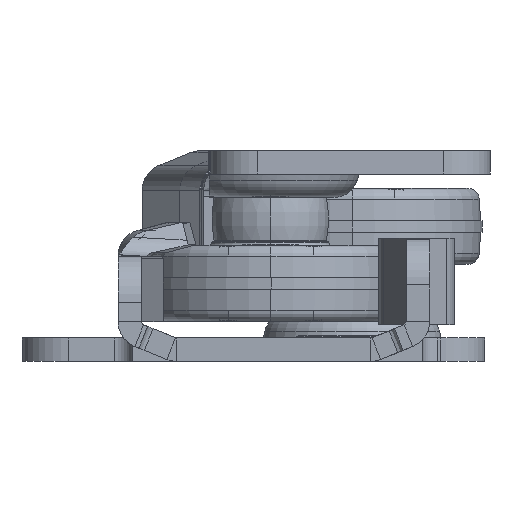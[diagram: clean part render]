
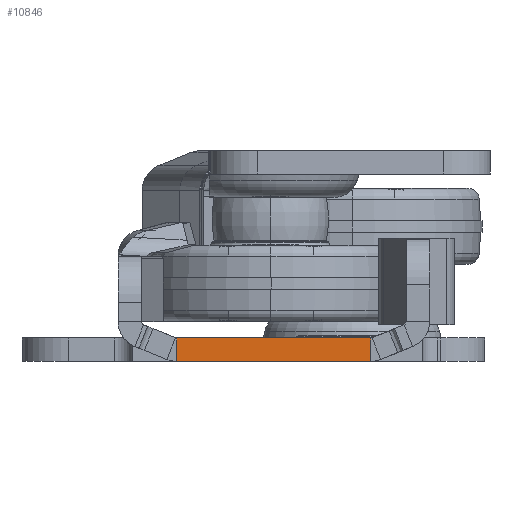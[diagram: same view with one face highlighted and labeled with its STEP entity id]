
A CAD part, left-side view. The second image highlights one B-rep face of the part: STEP entity #10846.
In plain terms, the highlighted planar face has unit normal (-1, 0, 0).
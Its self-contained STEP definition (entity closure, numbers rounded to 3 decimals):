
#226 = DIRECTION ( 'NONE',  ( 0., 0., 1. ) ) ;
#284 = CARTESIAN_POINT ( 'NONE',  ( -449.5, -9.522, 2. ) ) ;
#409 = ORIENTED_EDGE ( 'NONE', *, *, #14157, .F. ) ;
#770 = EDGE_CURVE ( 'NONE', #5157, #1863, #6879, .T. ) ;
#1101 = CARTESIAN_POINT ( 'NONE',  ( -449.5, -11.5, 2. ) ) ;
#1501 = LINE ( 'NONE', #5146, #10072 ) ;
#1774 = CARTESIAN_POINT ( 'NONE',  ( -449.5, -9.522, 2. ) ) ;
#1846 = EDGE_LOOP ( 'NONE', ( #12748, #10040, #13903, #409 ) ) ;
#1863 = VERTEX_POINT ( 'NONE', #15772 ) ;
#2293 = PLANE ( 'NONE',  #13026 ) ;
#3802 = EDGE_CURVE ( 'NONE', #5157, #6087, #10774, .T. ) ;
#4371 = VECTOR ( 'NONE', #15913, 1000. ) ;
#4562 = VERTEX_POINT ( 'NONE', #13693 ) ;
#4602 = DIRECTION ( 'NONE',  ( 0., 1., 0. ) ) ;
#5146 = CARTESIAN_POINT ( 'NONE',  ( -449.5, 7.022, 2. ) ) ;
#5157 = VERTEX_POINT ( 'NONE', #284 ) ;
#6087 = VERTEX_POINT ( 'NONE', #6154 ) ;
#6154 = CARTESIAN_POINT ( 'NONE',  ( -449.5, 7.022, 2. ) ) ;
#6879 = LINE ( 'NONE', #1774, #14172 ) ;
#7480 = DIRECTION ( 'NONE',  ( -1., 0., 0. ) ) ;
#8037 = CARTESIAN_POINT ( 'NONE',  ( -449.5, -11.5, 2. ) ) ;
#10040 = ORIENTED_EDGE ( 'NONE', *, *, #3802, .T. ) ;
#10072 = VECTOR ( 'NONE', #226, 1000. ) ;
#10774 = LINE ( 'NONE', #8037, #4371 ) ;
#10846 = ADVANCED_FACE ( 'NONE', ( #15194 ), #2293, .T. ) ;
#11173 = LINE ( 'NONE', #16400, #15754 ) ;
#11386 = EDGE_CURVE ( 'NONE', #4562, #6087, #1501, .T. ) ;
#12069 = DIRECTION ( 'NONE',  ( 0., 0., -1. ) ) ;
#12672 = DIRECTION ( 'NONE',  ( 0., 1., 0. ) ) ;
#12748 = ORIENTED_EDGE ( 'NONE', *, *, #770, .F. ) ;
#13026 = AXIS2_PLACEMENT_3D ( 'NONE', #1101, #7480, #12672 ) ;
#13693 = CARTESIAN_POINT ( 'NONE',  ( -449.5, 7.022, 0. ) ) ;
#13903 = ORIENTED_EDGE ( 'NONE', *, *, #11386, .F. ) ;
#14157 = EDGE_CURVE ( 'NONE', #1863, #4562, #11173, .T. ) ;
#14172 = VECTOR ( 'NONE', #12069, 1000. ) ;
#15194 = FACE_OUTER_BOUND ( 'NONE', #1846, .T. ) ;
#15754 = VECTOR ( 'NONE', #4602, 1000. ) ;
#15772 = CARTESIAN_POINT ( 'NONE',  ( -449.5, -9.522, 0. ) ) ;
#15913 = DIRECTION ( 'NONE',  ( 0., 1., 0. ) ) ;
#16400 = CARTESIAN_POINT ( 'NONE',  ( -449.5, -21.25, 0. ) ) ;
